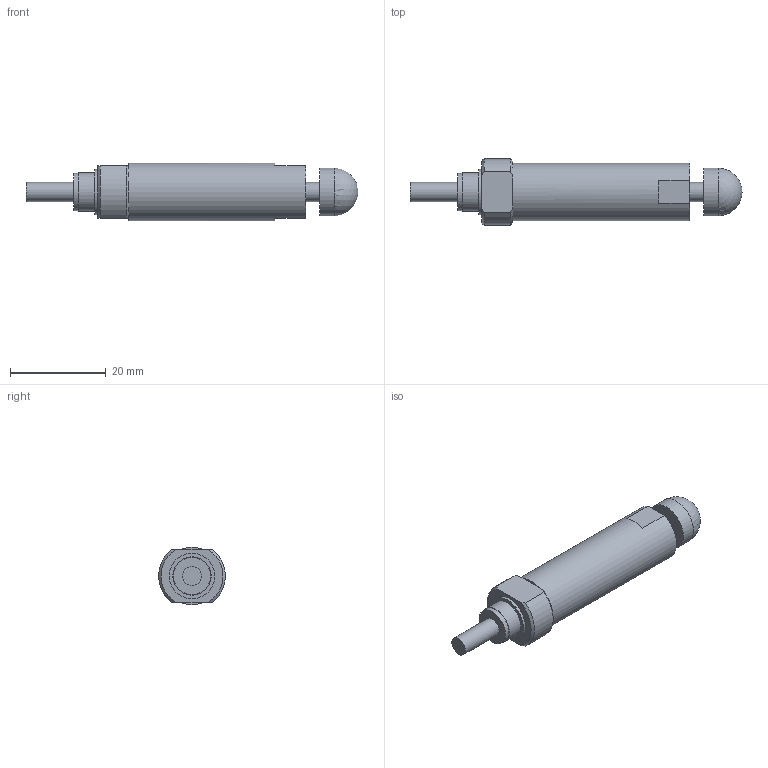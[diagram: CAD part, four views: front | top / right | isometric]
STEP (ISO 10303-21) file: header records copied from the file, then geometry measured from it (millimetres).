
FILE_DESCRIPTION (( 'STEP AP214' ), '1' );
FILE_NAME ('CSH121A-A.STEP', '2024-07-10T16:00:20', ( '' ), ( '' ), 'SwSTEP 2.0', 'SolidWorks 2023', '' );
FILE_SCHEMA (( 'AUTOMOTIVE_DESIGN' ));
Length unit declared in the file: inch
Products named in the file (1): CSH121A-A
Bounding box: 69.46 x 13.91 x 12 mm (x, y, z)
Volume: 5961.1 mm3; surface area: 2526.8 mm2
Topology: 1 solids, 1 shells, 31 faces, 67 edges, 42 vertices
Faces by surface type: plane 15, cylinder 9, cone 6, sphere 1
Full cylindrical faces by diameter (mm): 4 x2, 7.8 x1, 8 x1, 9.507 x1, 10 x1, 12 x1
Entity records: 825 total; most frequent: CARTESIAN_POINT 174, DIRECTION 132, ORIENTED_EDGE 112, AXIS2_PLACEMENT_3D 58, EDGE_CURVE 56, EDGE_LOOP 44, VERTEX_POINT 40, FACE_OUTER_BOUND 38
